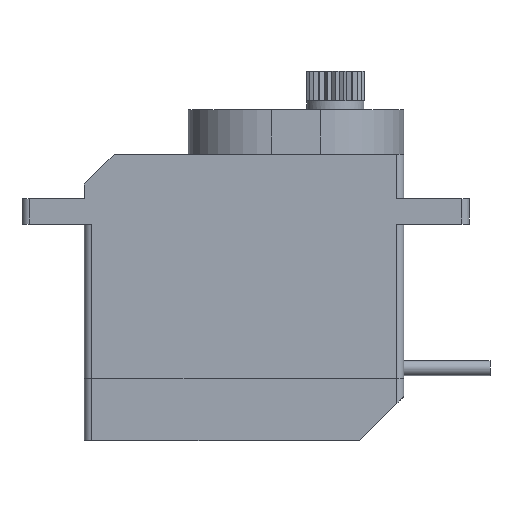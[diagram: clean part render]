
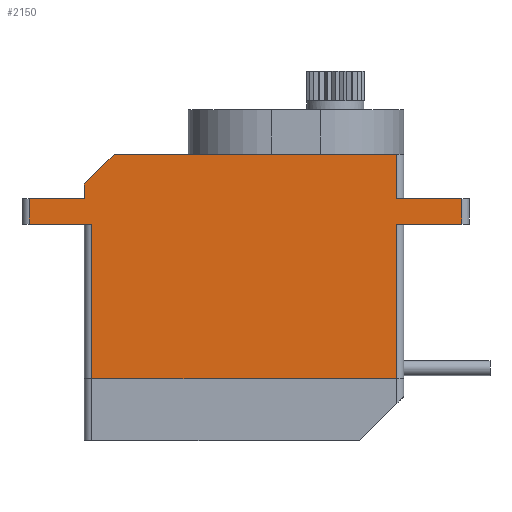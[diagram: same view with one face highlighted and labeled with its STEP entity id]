
A CAD part, front view. The second image highlights one B-rep face of the part: STEP entity #2150.
In plain terms, the highlighted planar face has unit normal (0, -1, 0).
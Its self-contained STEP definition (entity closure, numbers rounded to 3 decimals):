
#214=FACE_OUTER_BOUND('',#346,.T.);
#346=EDGE_LOOP('',(#1719,#1720,#1721,#1722,#1723,#1724,#1725,#1726,#1727,
#1728,#1729,#1730,#1731));
#547=LINE('',#3418,#778);
#552=LINE('',#3438,#783);
#553=LINE('',#3441,#784);
#557=LINE('',#3457,#788);
#558=LINE('',#3459,#789);
#559=LINE('',#3461,#790);
#560=LINE('',#3463,#791);
#561=LINE('',#3465,#792);
#562=LINE('',#3467,#793);
#563=LINE('',#3469,#794);
#564=LINE('',#3471,#795);
#565=LINE('',#3472,#796);
#566=LINE('',#3473,#797);
#778=VECTOR('',#2777,10.);
#783=VECTOR('',#2794,10.);
#784=VECTOR('',#2797,10.);
#788=VECTOR('',#2811,10.);
#789=VECTOR('',#2812,10.);
#790=VECTOR('',#2813,10.);
#791=VECTOR('',#2814,10.);
#792=VECTOR('',#2815,10.);
#793=VECTOR('',#2816,10.);
#794=VECTOR('',#2817,10.);
#795=VECTOR('',#2818,10.);
#796=VECTOR('',#2819,10.);
#797=VECTOR('',#2820,10.);
#964=VERTEX_POINT('',#3415);
#965=VERTEX_POINT('',#3417);
#971=VERTEX_POINT('',#3431);
#974=VERTEX_POINT('',#3436);
#975=VERTEX_POINT('',#3440);
#982=VERTEX_POINT('',#3456);
#983=VERTEX_POINT('',#3458);
#984=VERTEX_POINT('',#3460);
#985=VERTEX_POINT('',#3462);
#986=VERTEX_POINT('',#3464);
#987=VERTEX_POINT('',#3466);
#988=VERTEX_POINT('',#3468);
#989=VERTEX_POINT('',#3470);
#1225=EDGE_CURVE('',#964,#965,#547,.T.);
#1235=EDGE_CURVE('',#974,#971,#552,.T.);
#1236=EDGE_CURVE('',#971,#975,#553,.T.);
#1244=EDGE_CURVE('',#982,#974,#557,.T.);
#1245=EDGE_CURVE('',#983,#982,#558,.T.);
#1246=EDGE_CURVE('',#984,#983,#559,.T.);
#1247=EDGE_CURVE('',#985,#984,#560,.T.);
#1248=EDGE_CURVE('',#985,#986,#561,.T.);
#1249=EDGE_CURVE('',#987,#986,#562,.T.);
#1250=EDGE_CURVE('',#988,#987,#563,.T.);
#1251=EDGE_CURVE('',#989,#988,#564,.T.);
#1252=EDGE_CURVE('',#965,#989,#565,.T.);
#1253=EDGE_CURVE('',#975,#964,#566,.T.);
#1719=ORIENTED_EDGE('',*,*,#1235,.F.);
#1720=ORIENTED_EDGE('',*,*,#1244,.F.);
#1721=ORIENTED_EDGE('',*,*,#1245,.F.);
#1722=ORIENTED_EDGE('',*,*,#1246,.F.);
#1723=ORIENTED_EDGE('',*,*,#1247,.F.);
#1724=ORIENTED_EDGE('',*,*,#1248,.T.);
#1725=ORIENTED_EDGE('',*,*,#1249,.F.);
#1726=ORIENTED_EDGE('',*,*,#1250,.F.);
#1727=ORIENTED_EDGE('',*,*,#1251,.F.);
#1728=ORIENTED_EDGE('',*,*,#1252,.F.);
#1729=ORIENTED_EDGE('',*,*,#1225,.F.);
#1730=ORIENTED_EDGE('',*,*,#1253,.F.);
#1731=ORIENTED_EDGE('',*,*,#1236,.F.);
#2044=PLANE('',#2334);
#2150=ADVANCED_FACE('',(#214),#2044,.T.);
#2334=AXIS2_PLACEMENT_3D('',#3455,#2809,#2810);
#2777=DIRECTION('',(-1.,0.,0.));
#2794=DIRECTION('',(0.,0.,-1.));
#2797=DIRECTION('',(-1.,0.,0.));
#2809=DIRECTION('center_axis',(0.,-1.,0.));
#2810=DIRECTION('ref_axis',(-1.,0.,0.));
#2811=DIRECTION('',(1.,0.,0.));
#2812=DIRECTION('',(0.,0.,-1.));
#2813=DIRECTION('',(1.,0.,0.));
#2814=DIRECTION('',(0.707,0.,0.707));
#2815=DIRECTION('',(0.,0.,-1.));
#2816=DIRECTION('',(1.,0.,0.));
#2817=DIRECTION('',(0.,0.,1.));
#2818=DIRECTION('',(-1.,0.,0.));
#2819=DIRECTION('',(0.,0.,1.));
#2820=DIRECTION('',(0.,0.,-1.));
#3415=CARTESIAN_POINT('',(4.1,-5.9,-18.1));
#3417=CARTESIAN_POINT('',(-16.4,-5.9,-18.1));
#3418=CARTESIAN_POINT('',(-0.775,-5.9,-18.1));
#3431=CARTESIAN_POINT('',(8.5,-5.9,-7.7));
#3436=CARTESIAN_POINT('',(8.5,-5.9,-6.));
#3438=CARTESIAN_POINT('',(8.5,-5.9,-4.5));
#3440=CARTESIAN_POINT('',(4.1,-5.9,-7.7));
#3441=CARTESIAN_POINT('',(1.475,-5.9,-7.7));
#3455=CARTESIAN_POINT('Origin',(4.6,-5.9,-3.));
#3456=CARTESIAN_POINT('',(4.1,-5.9,-6.));
#3457=CARTESIAN_POINT('',(1.475,-5.9,-6.));
#3458=CARTESIAN_POINT('',(4.1,-5.9,-3.));
#3459=CARTESIAN_POINT('',(4.1,-5.9,-3.));
#3460=CARTESIAN_POINT('',(-14.9,-5.9,-3.));
#3461=CARTESIAN_POINT('',(-0.775,-5.9,-3.));
#3462=CARTESIAN_POINT('',(-16.9,-5.9,-5.));
#3463=CARTESIAN_POINT('',(-10.525,-5.9,1.375));
#3464=CARTESIAN_POINT('',(-16.9,-5.9,-6.));
#3465=CARTESIAN_POINT('',(-16.9,-5.9,-3.));
#3466=CARTESIAN_POINT('',(-20.6,-5.9,-6.));
#3467=CARTESIAN_POINT('',(1.475,-5.9,-6.));
#3468=CARTESIAN_POINT('',(-20.6,-5.9,-7.7));
#3469=CARTESIAN_POINT('',(-20.6,-5.9,-4.5));
#3470=CARTESIAN_POINT('',(-16.4,-5.9,-7.7));
#3471=CARTESIAN_POINT('',(1.475,-5.9,-7.7));
#3472=CARTESIAN_POINT('',(-16.4,-5.9,-5.35));
#3473=CARTESIAN_POINT('',(4.1,-5.9,-5.35));
